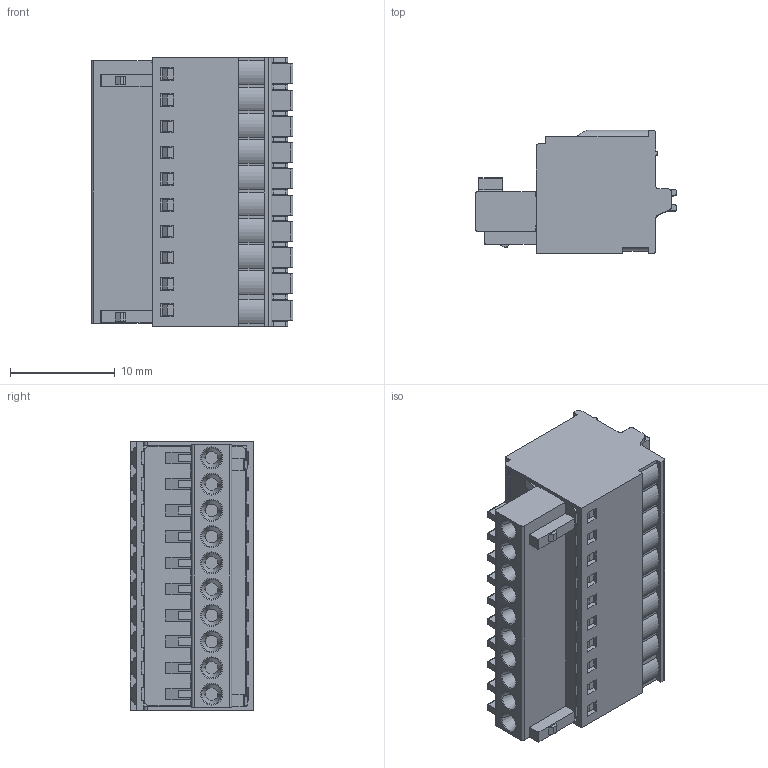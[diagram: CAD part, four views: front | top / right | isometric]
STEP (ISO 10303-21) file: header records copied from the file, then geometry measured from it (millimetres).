
FILE_DESCRIPTION((''),'2;1');
FILE_NAME('TLPS-006-03P','2024-09-14T',('sheji'),(''),'PRO/ENGINEER BY PARAMETRIC TECHNOLOGY CORPORATION, 2015240','PRO/ENGINEER BY PARAMETRIC TECHNOLOGY CORPORATION, 2015240','');
FILE_SCHEMA(('CONFIG_CONTROL_DESIGN'));
Length unit declared in the file: millimetre
Products named in the file (1): TLPS-006-03P
Bounding box: 19.2 x 11.75 x 25.6 mm (x, y, z)
Volume: 3591.9 mm3; surface area: 2970.8 mm2
Topology: 1 solids, 10 shells, 1134 faces, 3070 edges, 2026 vertices
Faces by surface type: plane 808, cylinder 246, cone 50, torus 20, sphere 10
Entity records: 36048 total; most frequent: CARTESIAN_POINT 6950, ORIENTED_EDGE 6140, DIRECTION 5904, EDGE_CURVE 3070, VECTOR 2384, LINE 2384, VERTEX_POINT 2026, AXIS2_PLACEMENT_3D 1760
